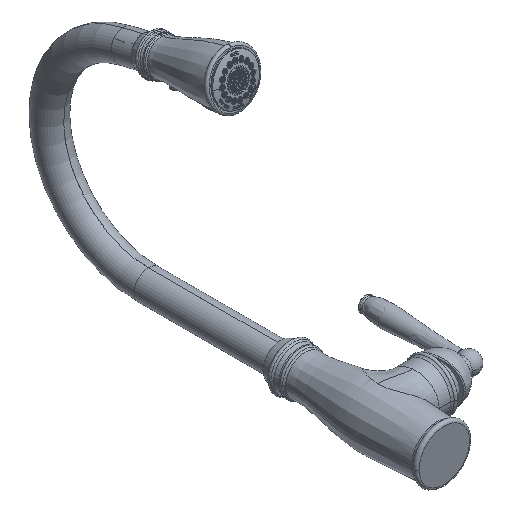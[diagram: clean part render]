
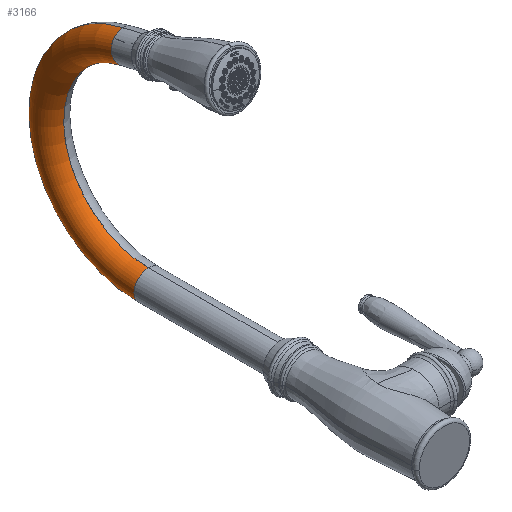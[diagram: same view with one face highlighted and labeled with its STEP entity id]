
A CAD part, isometric view. The second image highlights one B-rep face of the part: STEP entity #3166.
In plain terms, the highlighted toroidal (fillet/blend) face has major radius 96.126 mm and minor radius 13.999 mm.
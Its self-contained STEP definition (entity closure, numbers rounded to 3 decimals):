
#2416=CARTESIAN_POINT('',(0.,149.486,189.811));
#2417=DIRECTION('',(0.,0.974,-0.225));
#2418=DIRECTION('',(0.,-0.225,-0.974));
#2419=AXIS2_PLACEMENT_3D('',#2416,#2417,#2418);
#2425=CARTESIAN_POINT('',(0.,127.863,
96.137));
#2426=DIRECTION('',(-1.,0.,0.));
#2427=DIRECTION('',(0.,0.225,0.974));
#2428=AXIS2_PLACEMENT_3D('',#2425,#2426,#2427);
#2430=CARTESIAN_POINT('',(-0.001,127.86,
0.011));
#2431=DIRECTION('',(0.,-1.,0.));
#2432=DIRECTION('',(0.,0.,1.));
#2433=AXIS2_PLACEMENT_3D('',#2430,#2431,#2432);
#2435=CARTESIAN_POINT('',(0.,127.863,96.137));
#2436=DIRECTION('',(-1.,0.,0.));
#2437=DIRECTION('',(0.,0.225,0.974));
#2438=AXIS2_PLACEMENT_3D('',#2435,#2436,#2437);
#2440=CARTESIAN_POINT('',(0.,127.863,96.137));
#2441=DIRECTION('',(-1.,0.,0.));
#2442=DIRECTION('',(0.,0.857,-0.516));
#2443=AXIS2_PLACEMENT_3D('',#2440,#2441,#2442);
#2897=CARTESIAN_POINT('',(0.,152.634,
203.446));
#2898=VERTEX_POINT('',#2897);
#2899=CARTESIAN_POINT('',(0.,146.337,176.17));
#2900=VERTEX_POINT('',#2899);
#2909=CARTESIAN_POINT('',(0.,127.86,
14.01));
#2910=VERTEX_POINT('',#2909);
#2911=CARTESIAN_POINT('',(0.,127.859,
-13.987));
#2912=VERTEX_POINT('',#2911);
#2913=CARTESIAN_POINT('',(0.,222.227,
39.367));
#2914=VERTEX_POINT('',#2913);
#3150=CARTESIAN_POINT('',(-0.001,127.863,
96.137));
#3151=DIRECTION('',(-1.,0.,0.));
#3152=DIRECTION('',(0.,0.225,0.974));
#3153=AXIS2_PLACEMENT_3D('',#3150,#3151,#3152);
#3154=TOROIDAL_SURFACE('',#3153,96.126,13.999);
#3155=ORIENTED_EDGE('',*,*,#3134,.F.);
#3157=ORIENTED_EDGE('',*,*,#3156,.T.);
#3159=ORIENTED_EDGE('',*,*,#3158,.T.);
#3161=ORIENTED_EDGE('',*,*,#3160,.F.);
#3163=ORIENTED_EDGE('',*,*,#3162,.F.);
#3164=EDGE_LOOP('',(#3155,#3157,#3159,#3161,#3163));
#3165=FACE_OUTER_BOUND('',#3164,.F.);
#3166=ADVANCED_FACE('',(#3165),#3154,.T.);
#2420=CIRCLE('',#2419,14.);
#2429=CIRCLE('',#2428,82.127);
#2434=CIRCLE('',#2433,13.999);
#2439=CIRCLE('',#2438,110.125);
#2444=CIRCLE('',#2443,110.125);
#3134=EDGE_CURVE('',#2900,#2898,#2420,.T.);
#3156=EDGE_CURVE('',#2900,#2910,#2429,.T.);
#3158=EDGE_CURVE('',#2910,#2912,#2434,.T.);
#3160=EDGE_CURVE('',#2914,#2912,#2444,.T.);
#3162=EDGE_CURVE('',#2898,#2914,#2439,.T.);
